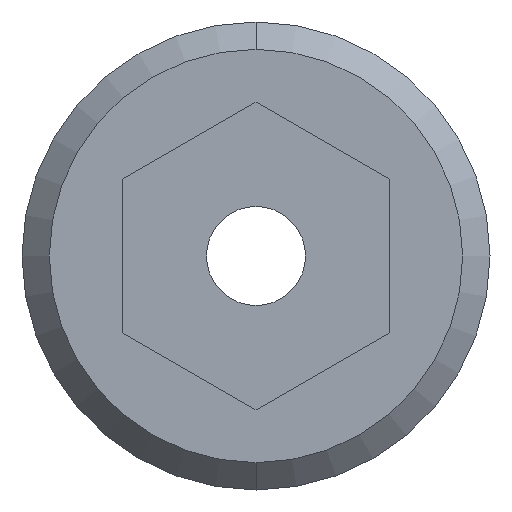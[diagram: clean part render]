
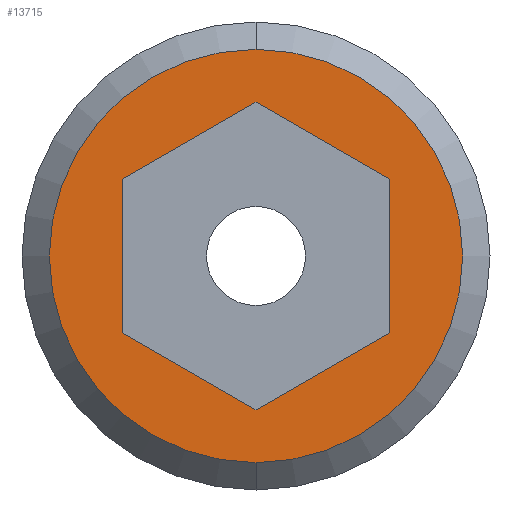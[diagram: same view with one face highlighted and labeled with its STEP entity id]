
A CAD part, left-side view. The second image highlights one B-rep face of the part: STEP entity #13715.
In plain terms, the highlighted planar face has unit normal (-1, 0, 0).
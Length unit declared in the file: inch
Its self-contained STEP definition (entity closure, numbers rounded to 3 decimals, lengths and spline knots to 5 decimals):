
#6220=CARTESIAN_POINT('',(-0.085,0.,0.));
#6221=DIRECTION('',(-1.,0.,0.));
#6222=DIRECTION('',(0.,1.,0.));
#6223=AXIS2_PLACEMENT_3D('',#6220,#6221,#6222);
#6238=DIRECTION('',(0.,0.5,0.866));
#6239=VECTOR('',#6238,0.04503);
#6240=CARTESIAN_POINT('',(-0.085,0.02252,-0.039));
#6241=LINE('',#6240,#6239);
#6242=DIRECTION('',(0.,1.,0.));
#6243=VECTOR('',#6242,0.04503);
#6244=CARTESIAN_POINT('',(-0.085,-0.02252,-0.039));
#6245=LINE('',#6244,#6243);
#6246=DIRECTION('',(0.,0.5,-0.866));
#6247=VECTOR('',#6246,0.04503);
#6248=CARTESIAN_POINT('',(-0.085,-0.04503,0.));
#6249=LINE('',#6248,#6247);
#6250=DIRECTION('',(0.,-0.5,-0.866));
#6251=VECTOR('',#6250,0.04503);
#6252=CARTESIAN_POINT('',(-0.085,-0.02252,0.039));
#6253=LINE('',#6252,#6251);
#6254=DIRECTION('',(0.,-1.,0.));
#6255=VECTOR('',#6254,0.04503);
#6256=CARTESIAN_POINT('',(-0.085,0.02252,0.039));
#6257=LINE('',#6256,#6255);
#6258=DIRECTION('',(0.,-0.5,0.866));
#6259=VECTOR('',#6258,0.04503);
#6260=CARTESIAN_POINT('',(-0.085,0.04503,0.));
#6261=LINE('',#6260,#6259);
#6262=CARTESIAN_POINT('',(-0.085,0.,0.));
#6263=DIRECTION('',(1.,0.,0.));
#6264=DIRECTION('',(0.,1.,0.));
#6265=AXIS2_PLACEMENT_3D('',#6262,#6263,#6264);
#6642=CARTESIAN_POINT('',(-0.085,0.0605,0.));
#6643=CARTESIAN_POINT('',(-0.085,-0.0605,0.));
#6644=VERTEX_POINT('',#6642);
#6645=VERTEX_POINT('',#6643);
#6662=CARTESIAN_POINT('',(-0.085,0.02252,-0.039));
#6663=CARTESIAN_POINT('',(-0.085,0.04503,0.));
#6664=VERTEX_POINT('',#6662);
#6665=VERTEX_POINT('',#6663);
#6666=CARTESIAN_POINT('',(-0.085,-0.02252,-0.039));
#6667=VERTEX_POINT('',#6666);
#6668=CARTESIAN_POINT('',(-0.085,-0.04503,0.));
#6669=VERTEX_POINT('',#6668);
#6670=CARTESIAN_POINT('',(-0.085,-0.02252,0.039));
#6671=VERTEX_POINT('',#6670);
#6672=CARTESIAN_POINT('',(-0.085,0.02252,0.039));
#6673=VERTEX_POINT('',#6672);
#13691=CARTESIAN_POINT('',(-0.085,0.,0.));
#13692=DIRECTION('',(1.,0.,0.));
#13693=DIRECTION('',(0.,-1.,0.));
#13694=AXIS2_PLACEMENT_3D('',#13691,#13692,#13693);
#13695=PLANE('',#13694);
#13696=ORIENTED_EDGE('',*,*,#13681,.F.);
#13698=ORIENTED_EDGE('',*,*,#13697,.T.);
#13699=EDGE_LOOP('',(#13696,#13698));
#13700=FACE_OUTER_BOUND('',#13699,.F.);
#13702=ORIENTED_EDGE('',*,*,#13701,.F.);
#13704=ORIENTED_EDGE('',*,*,#13703,.F.);
#13706=ORIENTED_EDGE('',*,*,#13705,.F.);
#13708=ORIENTED_EDGE('',*,*,#13707,.F.);
#13710=ORIENTED_EDGE('',*,*,#13709,.F.);
#13712=ORIENTED_EDGE('',*,*,#13711,.F.);
#13713=EDGE_LOOP('',(#13702,#13704,#13706,#13708,#13710,#13712));
#13714=FACE_BOUND('',#13713,.F.);
#6224=CIRCLE('',#6223,0.0605);
#6266=CIRCLE('',#6265,0.0605);
#13681=EDGE_CURVE('',#6644,#6645,#6224,.T.);
#13697=EDGE_CURVE('',#6644,#6645,#6266,.T.);
#13701=EDGE_CURVE('',#6664,#6665,#6241,.T.);
#13703=EDGE_CURVE('',#6667,#6664,#6245,.T.);
#13705=EDGE_CURVE('',#6669,#6667,#6249,.T.);
#13707=EDGE_CURVE('',#6671,#6669,#6253,.T.);
#13709=EDGE_CURVE('',#6673,#6671,#6257,.T.);
#13711=EDGE_CURVE('',#6665,#6673,#6261,.T.);
#13715=ADVANCED_FACE('',(#13700,#13714),#13695,.F.);
